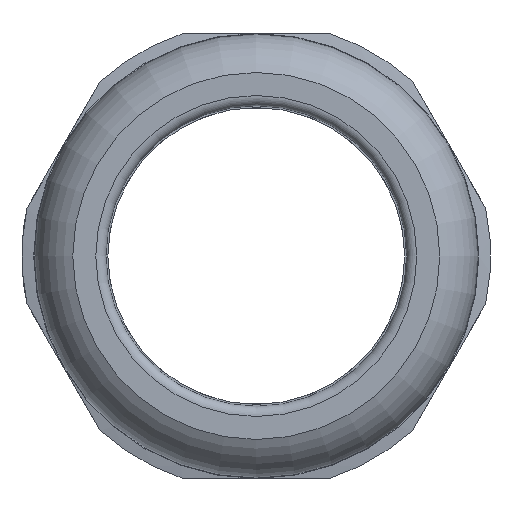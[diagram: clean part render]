
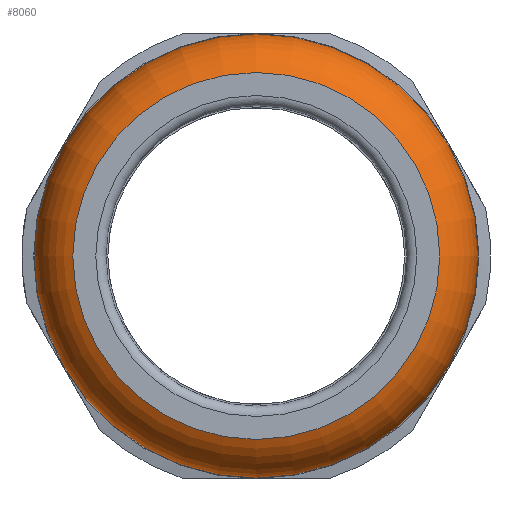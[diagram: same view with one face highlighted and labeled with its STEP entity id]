
A CAD part, left-side view. The second image highlights one B-rep face of the part: STEP entity #8060.
In plain terms, the highlighted toroidal (fillet/blend) face has major radius 20.41 mm and minor radius 8 mm.
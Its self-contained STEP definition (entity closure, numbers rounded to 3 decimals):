
#122=TOROIDAL_SURFACE('',#8893,20.41,8.);
#497=FACE_BOUND('',#1391,.T.);
#905=FACE_OUTER_BOUND('',#1390,.T.);
#1390=EDGE_LOOP('',(#7169));
#1391=EDGE_LOOP('',(#7170));
#1878=CIRCLE('',#8848,23.498);
#1901=CIRCLE('',#8894,28.4);
#3961=VERTEX_POINT('',#13985);
#3998=VERTEX_POINT('',#14152);
#5051=EDGE_CURVE('',#3961,#3961,#1878,.T.);
#5110=EDGE_CURVE('',#3998,#3998,#1901,.T.);
#7169=ORIENTED_EDGE('',*,*,#5110,.F.);
#7170=ORIENTED_EDGE('',*,*,#5051,.T.);
#8060=ADVANCED_FACE('',(#905,#497),#122,.T.);
#8848=AXIS2_PLACEMENT_3D('',#13986,#10951,#10952);
#8893=AXIS2_PLACEMENT_3D('',#14151,#11053,#11054);
#8894=AXIS2_PLACEMENT_3D('',#14153,#11055,#11056);
#10951=DIRECTION('center_axis',(1.,0.,0.));
#10952=DIRECTION('ref_axis',(0.,0.,-1.));
#11053=DIRECTION('center_axis',(1.,0.,0.));
#11054=DIRECTION('ref_axis',(0.,0.,-1.));
#11055=DIRECTION('center_axis',(1.,0.,0.));
#11056=DIRECTION('ref_axis',(0.,0.,-1.));
#13985=CARTESIAN_POINT('',(0.,23.498,0.));
#13986=CARTESIAN_POINT('Origin',(0.,0.,0.));
#14151=CARTESIAN_POINT('Origin',(7.38,0.,0.));
#14152=CARTESIAN_POINT('',(7.78,28.4,0.));
#14153=CARTESIAN_POINT('Origin',(7.78,0.,0.));
